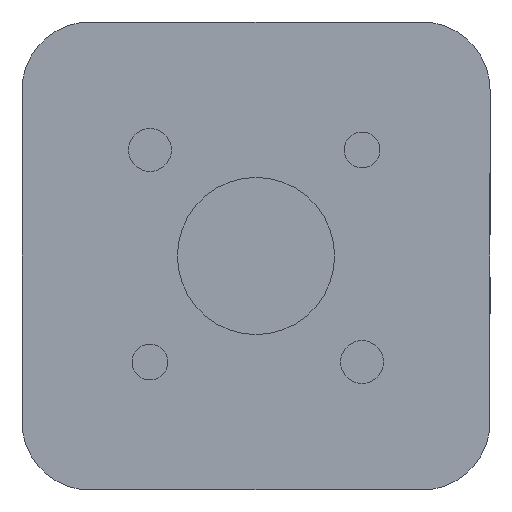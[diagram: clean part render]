
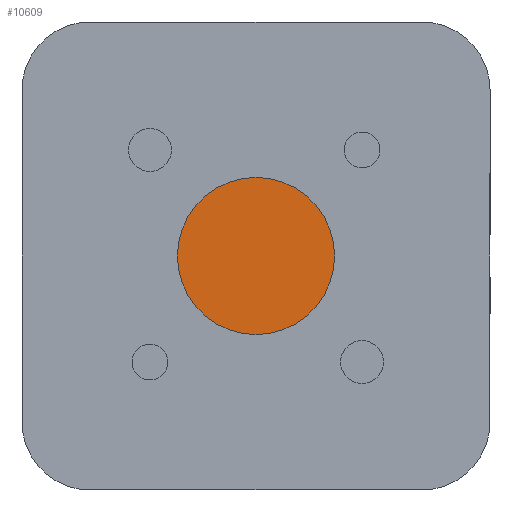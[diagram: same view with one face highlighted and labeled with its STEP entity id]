
A CAD part, left-side view. The second image highlights one B-rep face of the part: STEP entity #10609.
In plain terms, the highlighted planar face has unit normal (-1, 0, 0).
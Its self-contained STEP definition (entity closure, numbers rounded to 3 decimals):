
#1859 = FACE_OUTER_BOUND ( 'NONE', #7101, .T. ) ;
#2324 = AXIS2_PLACEMENT_3D ( 'NONE', #8863, #8866, #8867 ) ;
#2804 = CARTESIAN_POINT ( 'NONE',  ( -19.821, 0., 11. ) ) ;
#2834 = CARTESIAN_POINT ( 'NONE',  ( -19.821, 0., -11. ) ) ;
#3515 = CARTESIAN_POINT ( 'NONE',  ( -19.821, 0., 0. ) ) ;
#3516 = DIRECTION ( 'NONE',  ( -1., 0., 0. ) ) ;
#3517 = DIRECTION ( 'NONE',  ( 0., 0., 1. ) ) ;
#3810 = CARTESIAN_POINT ( 'NONE',  ( -19.821, 0., 0. ) ) ;
#3821 = DIRECTION ( 'NONE',  ( -1., 0., 0. ) ) ;
#3822 = DIRECTION ( 'NONE',  ( 0., 0., 1. ) ) ;
#4110 = VERTEX_POINT ( 'NONE', #2804 ) ;
#4140 = VERTEX_POINT ( 'NONE', #2834 ) ;
#4729 = EDGE_CURVE ( 'NONE', #4110, #4140, #6311, .T. ) ;
#4850 = EDGE_CURVE ( 'NONE', #4140, #4110, #6488, .T. ) ;
#5501 = AXIS2_PLACEMENT_3D ( 'NONE', #3515, #3516, #3517 ) ;
#5563 = AXIS2_PLACEMENT_3D ( 'NONE', #3810, #3821, #3822 ) ;
#6311 = CIRCLE ( 'NONE', #5501, 11. ) ;
#6488 = CIRCLE ( 'NONE', #5563, 11. ) ;
#7101 = EDGE_LOOP ( 'NONE', ( #7349, #7350 ) ) ;
#7349 = ORIENTED_EDGE ( 'NONE', *, *, #4729, .T. ) ;
#7350 = ORIENTED_EDGE ( 'NONE', *, *, #4850, .T. ) ;
#8863 = CARTESIAN_POINT ( 'NONE',  ( -19.821, 11., 0. ) ) ;
#8864 = PLANE ( 'NONE',  #2324 ) ;
#8866 = DIRECTION ( 'NONE',  ( 1., 0., 0. ) ) ;
#8867 = DIRECTION ( 'NONE',  ( 0., 0., -1. ) ) ;
#10609 = ADVANCED_FACE ( 'NONE', ( #1859 ), #8864, .F. ) ;
